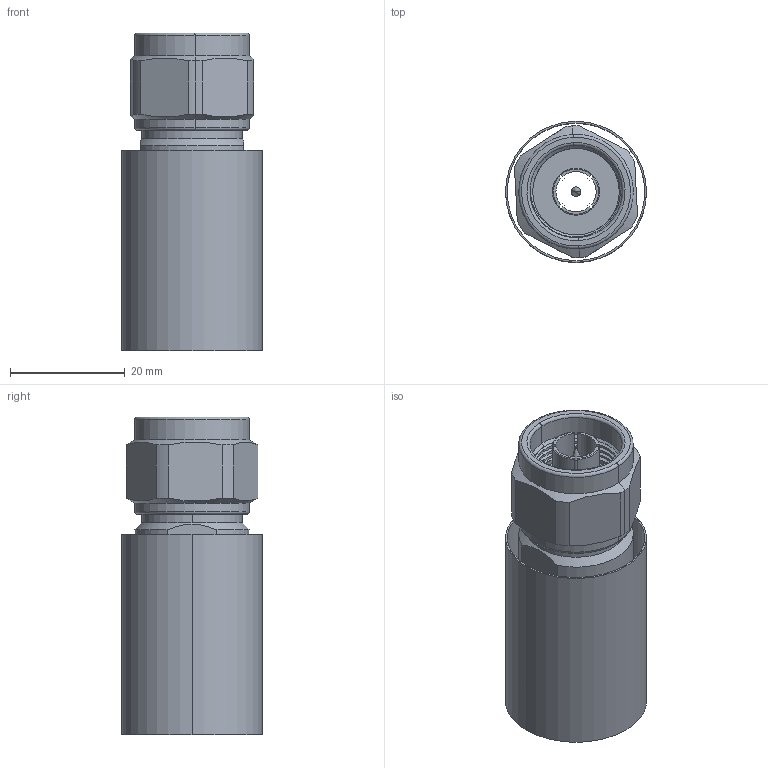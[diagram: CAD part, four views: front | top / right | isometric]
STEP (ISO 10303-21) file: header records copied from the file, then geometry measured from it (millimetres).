
FILE_DESCRIPTION (( 'STEP AP214' ), '1' );
FILE_NAME ('25-002-P3-DE.STEP', '2024-08-13T07:32:59', ( '' ), ( '' ), 'SwSTEP 2.0', 'SolidWorks 2024', '' );
FILE_SCHEMA (( 'AUTOMOTIVE_DESIGN' ));
Length unit declared in the file: millimetre
Products named in the file (1): 25-002-P3-DE
Bounding box: 24.6 x 24.6 x 55.47 mm (x, y, z)
Surface area: 9592.1 mm2 (no closed solid volume)
Topology: 0 solids, 8 shells, 100 faces, 306 edges, 211 vertices
Faces by surface type: cylinder 41, plane 27, cone 15, torus 14, bspline 3
Entity records: 5389 total; most frequent: CARTESIAN_POINT 2711, DIRECTION 567, ORIENTED_EDGE 526, EDGE_CURVE 306, AXIS2_PLACEMENT_3D 219, VERTEX_POINT 211, VECTOR 129, LINE 129
